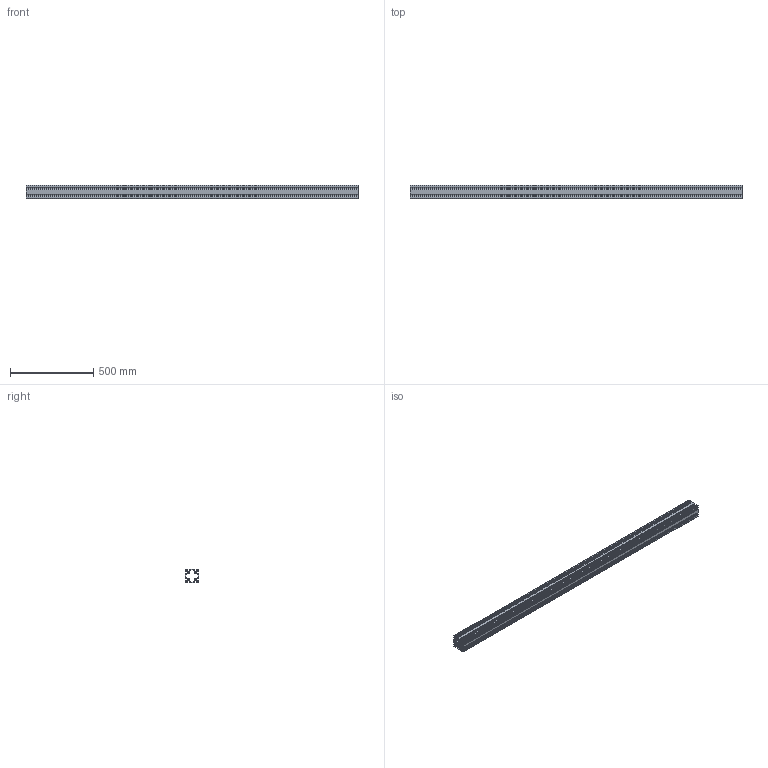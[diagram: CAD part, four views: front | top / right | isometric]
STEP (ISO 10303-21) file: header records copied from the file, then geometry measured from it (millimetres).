
FILE_DESCRIPTION(('STEP AP242'),'1');
FILE_NAME('80x80-2000.stp','2023-04-09T12:41:45',('TraceParts'),('TraceParts S.A.'),'Spatial InterOp 3D',' ',' ');
FILE_SCHEMA(('AP242_MANAGED_MODEL_BASED_3D_ENGINEERING_MIM_LF {1 0 10303 442 1 1 4}'));
Length unit declared in the file: millimetre
Products named in the file (1): 80x80-2000
Bounding box: 2000 x 80 x 80 mm (x, y, z)
Volume: 2849270.8 mm3; surface area: 2263466.5 mm2
Topology: 1 solids, 1 shells, 422 faces, 1260 edges, 840 vertices
Faces by surface type: cylinder 216, plane 206
Entity records: 14367 total; most frequent: DIRECTION 2538, CARTESIAN_POINT 2523, ORIENTED_EDGE 2520, EDGE_CURVE 1260, AXIS2_PLACEMENT_3D 855, VERTEX_POINT 840, LINE 828, VECTOR 828
